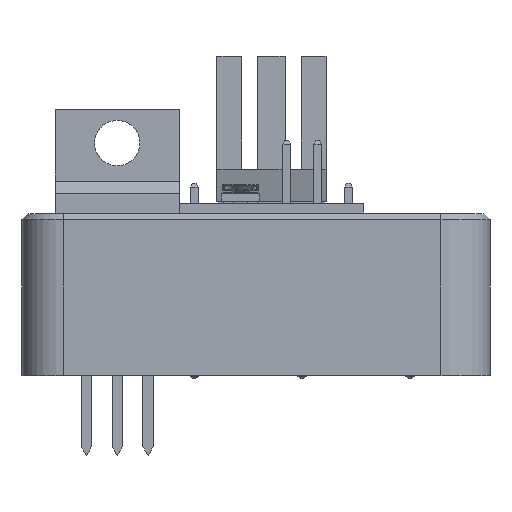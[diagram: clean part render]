
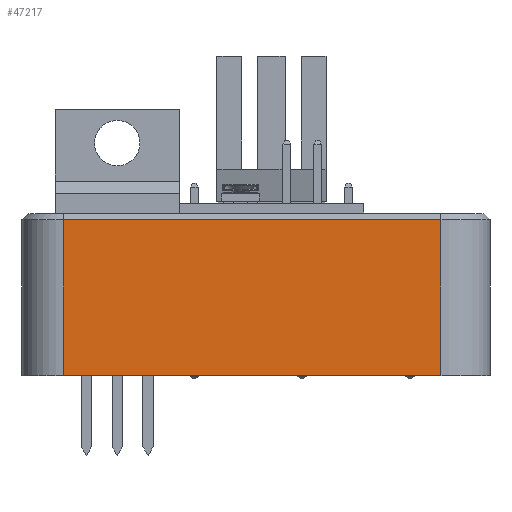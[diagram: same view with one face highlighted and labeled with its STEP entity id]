
A CAD part, left-side view. The second image highlights one B-rep face of the part: STEP entity #47217.
In plain terms, the highlighted planar face has unit normal (-1, 0, 0).
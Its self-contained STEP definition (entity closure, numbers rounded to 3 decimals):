
#6160=FACE_OUTER_BOUND('',#9001,.T.);
#9001=EDGE_LOOP('',(#42338,#42339,#42340,#42341));
#14194=LINE('',#80364,#19471);
#14196=LINE('',#80371,#19473);
#14198=LINE('',#80377,#19475);
#14199=LINE('',#80378,#19476);
#19471=VECTOR('',#62195,10.);
#19473=VECTOR('',#62205,10.);
#19475=VECTOR('',#62211,10.);
#19476=VECTOR('',#62212,10.);
#23733=VERTEX_POINT('',#80356);
#23735=VERTEX_POINT('',#80362);
#23736=VERTEX_POINT('',#80370);
#23738=VERTEX_POINT('',#80376);
#29963=EDGE_CURVE('',#23735,#23733,#14194,.T.);
#29967=EDGE_CURVE('',#23736,#23733,#14196,.T.);
#29970=EDGE_CURVE('',#23738,#23735,#14198,.T.);
#29971=EDGE_CURVE('',#23736,#23738,#14199,.F.);
#42338=ORIENTED_EDGE('',*,*,#29963,.F.);
#42339=ORIENTED_EDGE('',*,*,#29970,.F.);
#42340=ORIENTED_EDGE('',*,*,#29971,.F.);
#42341=ORIENTED_EDGE('',*,*,#29967,.T.);
#44834=PLANE('',#50703);
#47217=ADVANCED_FACE('',(#6160),#44834,.T.);
#50703=AXIS2_PLACEMENT_3D('',#80375,#62209,#62210);
#62195=DIRECTION('',(0.,-1.,0.));
#62205=DIRECTION('',(0.,0.,1.));
#62209=DIRECTION('center_axis',(-1.,0.,0.));
#62210=DIRECTION('ref_axis',(0.,-1.,0.));
#62211=DIRECTION('',(0.,0.,1.));
#62212=DIRECTION('',(0.,-1.,0.));
#80356=CARTESIAN_POINT('',(75.335,-140.97,11.35));
#80362=CARTESIAN_POINT('',(75.335,-109.855,11.35));
#80364=CARTESIAN_POINT('',(75.335,-117.793,11.35));
#80370=CARTESIAN_POINT('',(75.335,-140.97,-1.5));
#80371=CARTESIAN_POINT('',(75.335,-140.97,1.6));
#80375=CARTESIAN_POINT('Origin',(75.335,-109.855,1.6));
#80376=CARTESIAN_POINT('',(75.335,-109.855,-1.5));
#80377=CARTESIAN_POINT('',(75.335,-109.855,1.6));
#80378=CARTESIAN_POINT('',(75.335,-133.35,-1.5));
